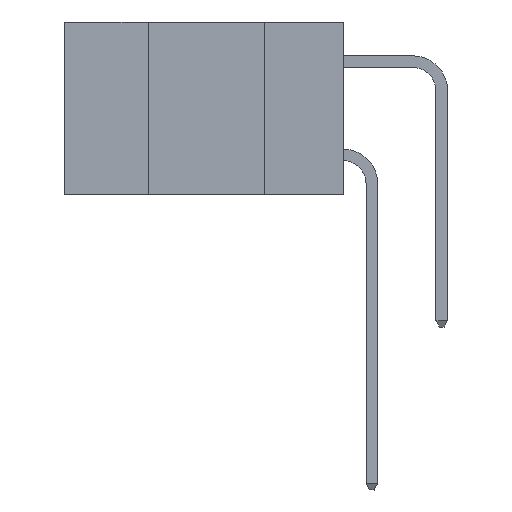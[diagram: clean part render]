
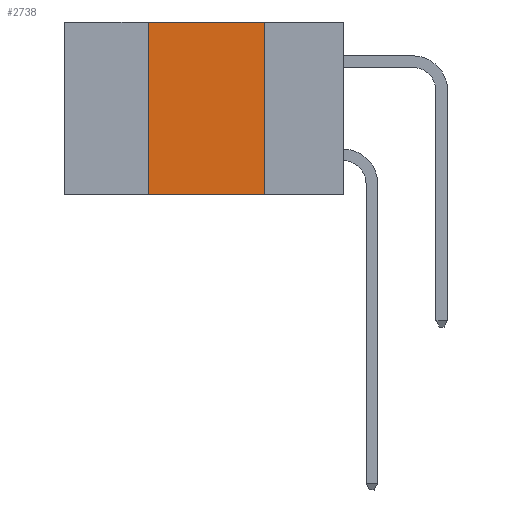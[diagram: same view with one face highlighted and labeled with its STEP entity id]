
A CAD part, left-side view. The second image highlights one B-rep face of the part: STEP entity #2738.
In plain terms, the highlighted planar face has unit normal (-1, 0, 0).
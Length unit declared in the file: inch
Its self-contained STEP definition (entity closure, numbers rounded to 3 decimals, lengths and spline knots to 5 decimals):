
#620 = VERTEX_POINT ( 'NONE', #14933 ) ;
#1026 = CARTESIAN_POINT ( 'NONE',  ( 0., 0.17, 0. ) ) ;
#1059 = VECTOR ( 'NONE', #13944, 39.37008 ) ;
#1319 = FACE_OUTER_BOUND ( 'NONE', #9838, .T. ) ;
#1320 = DIRECTION ( 'NONE',  ( 0., -1., 0. ) ) ;
#1383 = CARTESIAN_POINT ( 'NONE',  ( 0., 0.6, 0. ) ) ;
#1990 = CARTESIAN_POINT ( 'NONE',  ( 0., 0.6, 0. ) ) ;
#2281 = VECTOR ( 'NONE', #13580, 39.37008 ) ;
#2394 = VERTEX_POINT ( 'NONE', #13935 ) ;
#2738 = ADVANCED_FACE ( 'NONE', ( #1319 ), #9669, .F. ) ;
#3255 = EDGE_CURVE ( 'NONE', #7561, #620, #14605, .T. ) ;
#4118 = EDGE_CURVE ( 'NONE', #7561, #2394, #8393, .T. ) ;
#4217 = ORIENTED_EDGE ( 'NONE', *, *, #4986, .F. ) ;
#4465 = ORIENTED_EDGE ( 'NONE', *, *, #10349, .F. ) ;
#4772 = ORIENTED_EDGE ( 'NONE', *, *, #4118, .F. ) ;
#4854 = ORIENTED_EDGE ( 'NONE', *, *, #3255, .T. ) ;
#4986 = EDGE_CURVE ( 'NONE', #12350, #620, #8759, .T. ) ;
#5252 = CARTESIAN_POINT ( 'NONE',  ( 0., 0.42, -0.37 ) ) ;
#7561 = VERTEX_POINT ( 'NONE', #5252 ) ;
#8002 = CARTESIAN_POINT ( 'NONE',  ( 0., 0.17, 0. ) ) ;
#8393 = LINE ( 'NONE', #12268, #1059 ) ;
#8759 = LINE ( 'NONE', #8002, #2281 ) ;
#9669 = PLANE ( 'NONE',  #13149 ) ;
#9691 = DIRECTION ( 'NONE',  ( 1., 0., 0. ) ) ;
#9838 = EDGE_LOOP ( 'NONE', ( #4217, #4465, #4772, #4854 ) ) ;
#10349 = EDGE_CURVE ( 'NONE', #2394, #12350, #11515, .T. ) ;
#10492 = DIRECTION ( 'NONE',  ( 0., 0., -1. ) ) ;
#10752 = VECTOR ( 'NONE', #1320, 39.37008 ) ;
#11515 = LINE ( 'NONE', #1383, #10752 ) ;
#12268 = CARTESIAN_POINT ( 'NONE',  ( 0., 0.42, 0. ) ) ;
#12350 = VERTEX_POINT ( 'NONE', #1026 ) ;
#12849 = DIRECTION ( 'NONE',  ( 0., -1., 0. ) ) ;
#13149 = AXIS2_PLACEMENT_3D ( 'NONE', #1990, #9691, #10492 ) ;
#13580 = DIRECTION ( 'NONE',  ( 0., 0., -1. ) ) ;
#13935 = CARTESIAN_POINT ( 'NONE',  ( 0., 0.42, 0. ) ) ;
#13944 = DIRECTION ( 'NONE',  ( 0., 0., 1. ) ) ;
#14225 = VECTOR ( 'NONE', #12849, 39.37008 ) ;
#14605 = LINE ( 'NONE', #16408, #14225 ) ;
#14933 = CARTESIAN_POINT ( 'NONE',  ( 0., 0.17, -0.37 ) ) ;
#16408 = CARTESIAN_POINT ( 'NONE',  ( 0., 0.6, -0.37 ) ) ;
